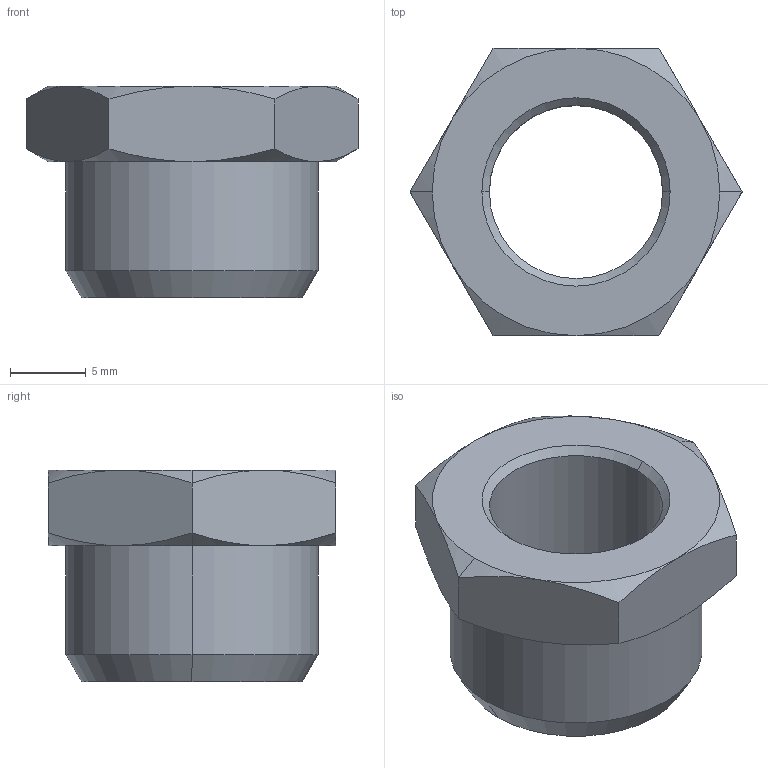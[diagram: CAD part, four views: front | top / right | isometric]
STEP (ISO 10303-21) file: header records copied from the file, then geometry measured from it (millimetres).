
FILE_DESCRIPTION((''),'2;1');
FILE_NAME('1010_Anschlussnippel_3_8.stp','2011-10-05T08:20:16',('pascalzweiacker'),(''),'Autodesk Inventor 2012','Autodesk Inventor 2012','');
FILE_SCHEMA(('AUTOMOTIVE_DESIGN { 1 0 10303 214 1 1 1 1 }'));
Length unit declared in the file: millimetre
Products named in the file (1): 1010_Anschlussnippel_3_8
Bounding box: 21.94 x 19 x 14 mm (x, y, z)
Volume: 2014.2 mm3; surface area: 1630.2 mm2
Topology: 1 solids, 1 shells, 35 faces, 81 edges, 49 vertices
Faces by surface type: cone 22, plane 9, cylinder 4
Entity records: 998 total; most frequent: CARTESIAN_POINT 214, DIRECTION 166, ORIENTED_EDGE 162, EDGE_CURVE 81, AXIS2_PLACEMENT_3D 73, VERTEX_POINT 49, EDGE_LOOP 38, CIRCLE 37
